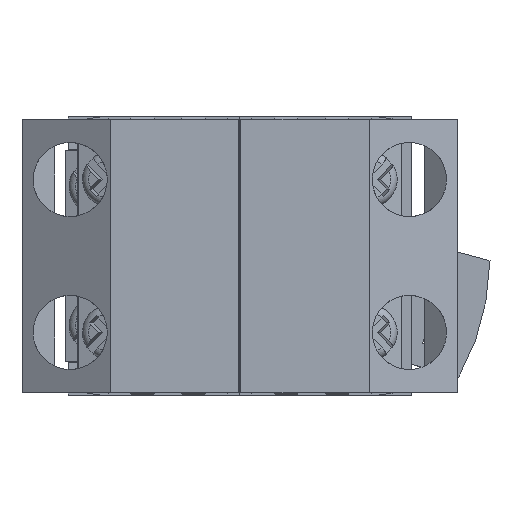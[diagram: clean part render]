
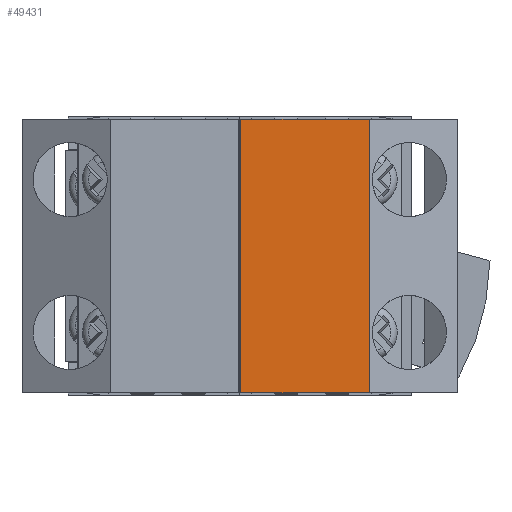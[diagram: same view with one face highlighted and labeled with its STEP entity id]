
A CAD part, front view. The second image highlights one B-rep face of the part: STEP entity #49431.
In plain terms, the highlighted planar face has unit normal (0, -1, 0).
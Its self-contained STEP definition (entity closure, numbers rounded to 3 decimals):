
#1176 = EDGE_CURVE ( 'NONE', #34920, #21101, #10887, .T. ) ;
#1372 = LINE ( 'NONE', #18415, #13562 ) ;
#1943 = VECTOR ( 'NONE', #18861, 1000. ) ;
#2767 = DIRECTION ( 'NONE',  ( -1., 0., 0. ) ) ;
#6022 = ORIENTED_EDGE ( 'NONE', *, *, #1176, .T. ) ;
#8050 = CARTESIAN_POINT ( 'NONE',  ( 0.1, -27.5, 14.75 ) ) ;
#10035 = CARTESIAN_POINT ( 'NONE',  ( 14., -27.5, 14.75 ) ) ;
#10887 = LINE ( 'NONE', #8050, #34533 ) ;
#11784 = PLANE ( 'NONE',  #39723 ) ;
#13086 = EDGE_CURVE ( 'NONE', #18658, #57460, #33538, .T. ) ;
#13562 = VECTOR ( 'NONE', #36281, 1000. ) ;
#14845 = VECTOR ( 'NONE', #29928, 1000. ) ;
#16191 = FACE_OUTER_BOUND ( 'NONE', #17946, .T. ) ;
#17946 = EDGE_LOOP ( 'NONE', ( #56285, #20081, #24222, #6022 ) ) ;
#18415 = CARTESIAN_POINT ( 'NONE',  ( 0., -27.5, -14.75 ) ) ;
#18658 = VERTEX_POINT ( 'NONE', #38970 ) ;
#18861 = DIRECTION ( 'NONE',  ( 0., 0., -1. ) ) ;
#20081 = ORIENTED_EDGE ( 'NONE', *, *, #13086, .F. ) ;
#20740 = CARTESIAN_POINT ( 'NONE',  ( 0., -27.5, 14.75 ) ) ;
#20925 = EDGE_CURVE ( 'NONE', #34920, #18658, #53173, .T. ) ;
#21101 = VERTEX_POINT ( 'NONE', #27187 ) ;
#24222 = ORIENTED_EDGE ( 'NONE', *, *, #20925, .F. ) ;
#27187 = CARTESIAN_POINT ( 'NONE',  ( 0.1, -27.5, -14.75 ) ) ;
#27364 = CARTESIAN_POINT ( 'NONE',  ( 14., -27.5, -14.75 ) ) ;
#28665 = EDGE_CURVE ( 'NONE', #21101, #57460, #1372, .T. ) ;
#29657 = DIRECTION ( 'NONE',  ( 0., 1., 0. ) ) ;
#29928 = DIRECTION ( 'NONE',  ( 1., 0., 0. ) ) ;
#32273 = CARTESIAN_POINT ( 'NONE',  ( 0.1, -27.5, 14.75 ) ) ;
#33538 = LINE ( 'NONE', #10035, #1943 ) ;
#34533 = VECTOR ( 'NONE', #43798, 1000. ) ;
#34920 = VERTEX_POINT ( 'NONE', #32273 ) ;
#36281 = DIRECTION ( 'NONE',  ( 1., 0., 0. ) ) ;
#38970 = CARTESIAN_POINT ( 'NONE',  ( 14., -27.5, 14.75 ) ) ;
#39723 = AXIS2_PLACEMENT_3D ( 'NONE', #20740, #29657, #2767 ) ;
#43420 = CARTESIAN_POINT ( 'NONE',  ( 0., -27.5, 14.75 ) ) ;
#43798 = DIRECTION ( 'NONE',  ( 0., 0., -1. ) ) ;
#49431 = ADVANCED_FACE ( 'NONE', ( #16191 ), #11784, .F. ) ;
#53173 = LINE ( 'NONE', #43420, #14845 ) ;
#56285 = ORIENTED_EDGE ( 'NONE', *, *, #28665, .T. ) ;
#57460 = VERTEX_POINT ( 'NONE', #27364 ) ;
